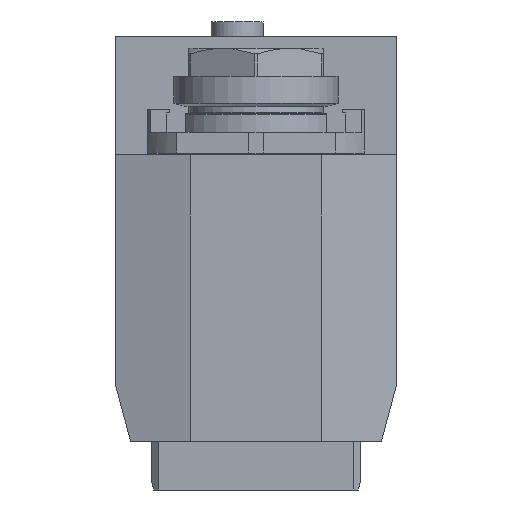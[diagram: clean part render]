
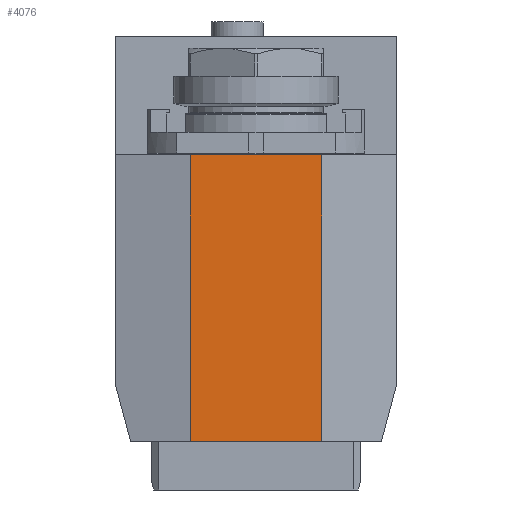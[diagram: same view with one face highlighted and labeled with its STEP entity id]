
A CAD part, left-side view. The second image highlights one B-rep face of the part: STEP entity #4076.
In plain terms, the highlighted planar face has unit normal (-1, 0, 0).
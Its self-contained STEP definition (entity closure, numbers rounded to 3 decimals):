
#843=DIRECTION('',(0.,0.,1.));
#844=VECTOR('',#843,76.5);
#845=CARTESIAN_POINT('',(-112.5,17.5,-70.5));
#846=LINE('',#845,#844);
#847=DIRECTION('',(0.,1.,0.));
#848=VECTOR('',#847,35.);
#849=CARTESIAN_POINT('',(-112.5,-17.5,6.));
#850=LINE('',#849,#848);
#851=DIRECTION('',(0.,0.,1.));
#852=VECTOR('',#851,76.5);
#853=CARTESIAN_POINT('',(-112.5,-17.5,-70.5));
#854=LINE('',#853,#852);
#855=DIRECTION('',(0.,-1.,0.));
#856=VECTOR('',#855,35.);
#857=CARTESIAN_POINT('',(-112.5,17.5,-70.5));
#858=LINE('',#857,#856);
#2444=CARTESIAN_POINT('',(-112.5,-17.5,-70.5));
#2445=CARTESIAN_POINT('',(-112.5,-17.5,6.));
#2446=VERTEX_POINT('',#2444);
#2447=VERTEX_POINT('',#2445);
#2450=CARTESIAN_POINT('',(-112.5,17.5,-70.5));
#2451=CARTESIAN_POINT('',(-112.5,17.5,6.));
#2452=VERTEX_POINT('',#2450);
#2453=VERTEX_POINT('',#2451);
#4065=CARTESIAN_POINT('',(-112.5,0.,0.));
#4066=DIRECTION('',(-1.,0.,0.));
#4067=DIRECTION('',(0.,0.,1.));
#4068=AXIS2_PLACEMENT_3D('',#4065,#4066,#4067);
#4069=PLANE('',#4068);
#4070=ORIENTED_EDGE('',*,*,#3961,.T.);
#4071=ORIENTED_EDGE('',*,*,#3980,.F.);
#4072=ORIENTED_EDGE('',*,*,#4012,.F.);
#4073=ORIENTED_EDGE('',*,*,#4039,.F.);
#4074=EDGE_LOOP('',(#4070,#4071,#4072,#4073));
#4075=FACE_OUTER_BOUND('',#4074,.F.);
#4076=ADVANCED_FACE('',(#4075),#4069,.T.);
#3961=EDGE_CURVE('',#2452,#2453,#846,.T.);
#3980=EDGE_CURVE('',#2447,#2453,#850,.T.);
#4012=EDGE_CURVE('',#2446,#2447,#854,.T.);
#4039=EDGE_CURVE('',#2452,#2446,#858,.T.);
